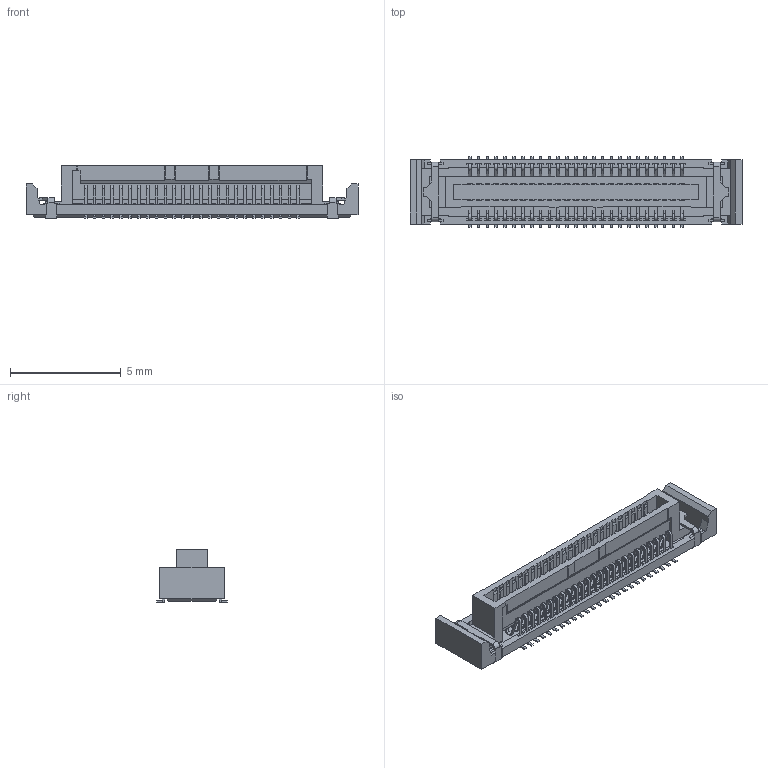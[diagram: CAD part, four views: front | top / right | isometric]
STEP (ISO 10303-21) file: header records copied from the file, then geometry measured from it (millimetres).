
FILE_DESCRIPTION(/* description */ (''),/* implementation_level */ '2;1');
FILE_NAME(/* name */ '2049280501.step',/* time_stamp */ '2022-07-10T13:51:57-04:00',/* author */ (''),/* organization */ (''),/* preprocessor_version */ 'ST-DEVELOPER v19',/* originating_system */ 'Autodesk Translation Framework v11.7.0.108',/* authorisation */ '');
FILE_SCHEMA (('AUTOMOTIVE_DESIGN { 1 0 10303 214 3 1 1 }'));
Products named in the file (1): 2049280501
Bounding box: 15 x 3.2 x 2.37 mm (x, y, z)
Volume: 34 mm3; surface area: 309.8 mm2
Topology: 1 solids, 1 shells, 2288 faces, 6518 edges, 4278 vertices
Faces by surface type: plane 1872, cylinder 412, bspline 4
Full cylindrical faces by diameter (mm): 0.2 x4
Entity records: 73768 total; most frequent: CARTESIAN_POINT 13189, ORIENTED_EDGE 13036, DIRECTION 11922, EDGE_CURVE 6518, LINE 5684, VECTOR 5684, VERTEX_POINT 4278, AXIS2_PLACEMENT_3D 3119
